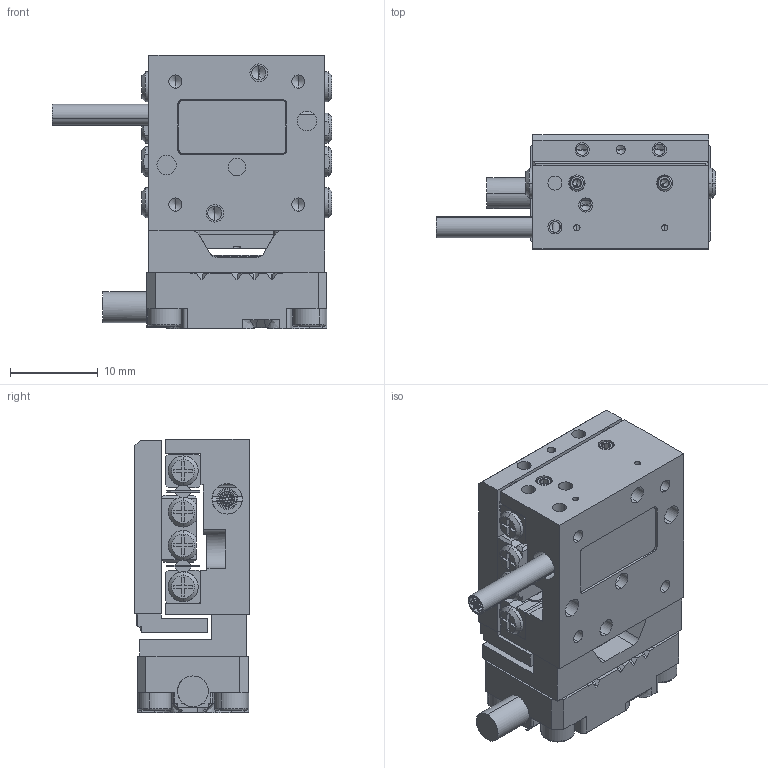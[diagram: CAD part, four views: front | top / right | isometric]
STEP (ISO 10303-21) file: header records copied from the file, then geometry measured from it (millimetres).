
FILE_DESCRIPTION (( 'STEP AP214' ), '1' );
FILE_NAME ('PPS-20-113X9.STEP', '2024-05-07T23:32:05', ( '' ), ( '' ), 'SwSTEP 2.0', 'SolidWorks 2023', '' );
FILE_SCHEMA (( 'AUTOMOTIVE_DESIGN' ));
Length unit declared in the file: millimetre
Products named in the file (19): SCREW, SHCS-S, M-DIN_M1.6 x 0.35 x 05mm.STEP; 130160 Bearing, NB, Slide Way, SVW 1000_SVW 1020-6Z Custom (Rigid at Center).STEP; PPS-20, Carriage, Master Part_20mm.STEP; NB Slide Way SVW 1000 Rail_SVW 1020.STEP; Set Screw, Cup-H, E-ASME_E1-72 x 1''''16.STEP; PPS-20-113X6.STEP; SCREW, SHCS-S, M-DIN_M2 x 0.4 x 06mm.STEP; NB Slide Way SVW 1000 Center Way_SVW 1020.STEP; NB Slide Way SVW 1000 Cage_SVW 1020-6Z Custom.STEP; PPS-20-113X9; PPS-20, Base, Master Part_L20, No Ears .STEP; 431420 PPS-20, Encoder Bracket, Renishaw Atom, RKLF, Tape Scale.STEP; PPS-20, Scale Bracket, Renishaw Atom, RCLC, RKLF, Master Part_20mm.STEP; SCREW, MS-PFH, M-DIN_M2 x 0.4 x 05mm.STEP; PPS-20, Back Cover, Master Part.STEP; TFC-421 Silver Braided Cable_L15.STEP; 110212 Encoder Head, Renishaw Atom, Atmospheric_Demo.STEP; SCREW, SHCS-S, M-DIN_M1.6 x 0.35 x 06mm.STEP; SCREW, MS-PPH, M-JCIS_M1.6 x 0.35 x 4mm.STEP
Assembly tree (29 placements, depth 4):
  PPS-20-113X9
    PPS-20-113X6.STEP
      130160 Bearing, NB, Slide Way, SVW 1000_SVW 1020-6Z Custom (Rigid at Center).STEP
        NB Slide Way SVW 1000 Rail_SVW 1020.STEP  x2
        NB Slide Way SVW 1000 Center Way_SVW 1020.STEP
        NB Slide Way SVW 1000 Cage_SVW 1020-6Z Custom.STEP  x2
      PPS-20, Base, Master Part_L20, No Ears .STEP
      PPS-20, Back Cover, Master Part.STEP
      TFC-421 Silver Braided Cable_L15.STEP
      PPS-20, Carriage, Master Part_20mm.STEP
      SCREW, MS-PFH, M-DIN_M2 x 0.4 x 05mm.STEP  x2
      Set Screw, Cup-H, E-ASME_E1-72 x 1''''16.STEP  x2
      SCREW, MS-PPH, M-JCIS_M1.6 x 0.35 x 4mm.STEP  x6
      110212 Encoder Head, Renishaw Atom, Atmospheric_Demo.STEP
      431420 PPS-20, Encoder Bracket, Renishaw Atom, RKLF, Tape Scale.STEP
      PPS-20, Scale Bracket, Renishaw Atom, RCLC, RKLF, Master Part_20mm.STEP
      SCREW, SHCS-S, M-DIN_M2 x 0.4 x 06mm.STEP  x3
      SCREW, SHCS-S, M-DIN_M1.6 x 0.35 x 05mm.STEP
      SCREW, SHCS-S, M-DIN_M1.6 x 0.35 x 06mm.STEP
Bounding box: 31.8 x 13 x 31.15 mm (x, y, z)
Volume: 6201.1 mm3; surface area: 9243.1 mm2
Topology: 40 solids, 40 shells, 1462 faces, 3718 edges, 2338 vertices
Faces by surface type: plane 703, cylinder 440, cone 181, torus 76, bspline 62
Entity records: 58333 total; most frequent: CARTESIAN_POINT 31796, ORIENTED_EDGE 5492, DIRECTION 5188, EDGE_CURVE 2746, AXIS2_PLACEMENT_3D 1794, VERTEX_POINT 1766, LINE 1600, VECTOR 1600
